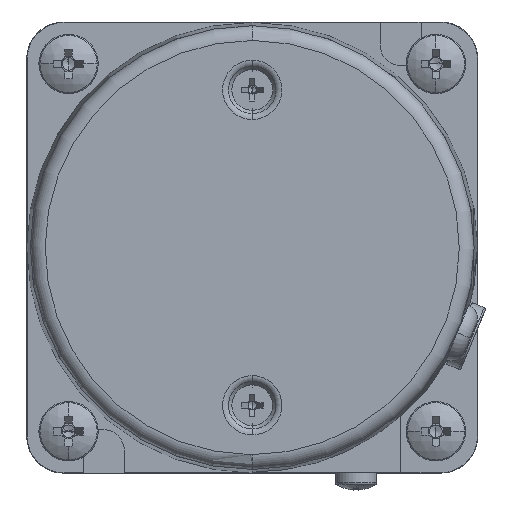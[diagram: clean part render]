
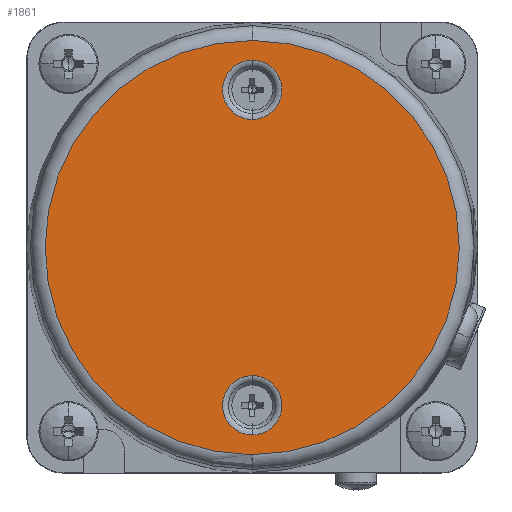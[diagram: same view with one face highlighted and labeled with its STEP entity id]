
A CAD part, left-side view. The second image highlights one B-rep face of the part: STEP entity #1861.
In plain terms, the highlighted planar face has unit normal (-1, 0, 0).
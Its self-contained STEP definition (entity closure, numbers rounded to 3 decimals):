
#76=CARTESIAN_POINT('',(-116.5,0.,0.));
#77=DIRECTION('',(-1.,0.,0.));
#78=DIRECTION('',(0.,0.01,-1.));
#79=AXIS2_PLACEMENT_3D('',#76,#77,#78);
#91=CARTESIAN_POINT('',(-116.5,0.,0.));
#92=DIRECTION('',(1.,0.,0.));
#93=DIRECTION('',(0.,0.01,-1.));
#94=AXIS2_PLACEMENT_3D('',#91,#92,#93);
#96=CARTESIAN_POINT('',(-116.5,0.,0.));
#97=DIRECTION('',(1.,0.,0.));
#98=DIRECTION('',(0.,-0.01,1.));
#99=AXIS2_PLACEMENT_3D('',#96,#97,#98);
#101=CARTESIAN_POINT('',(-116.5,0.,-21.25));
#102=DIRECTION('',(-1.,0.,0.));
#103=DIRECTION('',(0.,0.,-1.));
#104=AXIS2_PLACEMENT_3D('',#101,#102,#103);
#106=CARTESIAN_POINT('',(-116.5,0.,-21.25));
#107=DIRECTION('',(-1.,0.,0.));
#108=DIRECTION('',(0.,-0.17,-0.985));
#109=AXIS2_PLACEMENT_3D('',#106,#107,#108);
#111=CARTESIAN_POINT('',(-116.5,0.,-21.25));
#112=DIRECTION('',(-1.,0.,0.));
#113=DIRECTION('',(0.,0.,1.));
#114=AXIS2_PLACEMENT_3D('',#111,#112,#113);
#116=CARTESIAN_POINT('',(-116.5,0.,-21.25));
#117=DIRECTION('',(-1.,0.,0.));
#118=DIRECTION('',(0.,0.17,0.985));
#119=AXIS2_PLACEMENT_3D('',#116,#117,#118);
#121=CARTESIAN_POINT('',(-116.5,0.,21.25));
#122=DIRECTION('',(-1.,0.,0.));
#123=DIRECTION('',(0.,0.,-1.));
#124=AXIS2_PLACEMENT_3D('',#121,#122,#123);
#126=CARTESIAN_POINT('',(-116.5,0.,21.25));
#127=DIRECTION('',(-1.,0.,0.));
#128=DIRECTION('',(0.,-0.12,-0.993));
#129=AXIS2_PLACEMENT_3D('',#126,#127,#128);
#131=CARTESIAN_POINT('',(-116.5,0.,21.25));
#132=DIRECTION('',(-1.,0.,0.));
#133=DIRECTION('',(0.,0.,1.));
#134=AXIS2_PLACEMENT_3D('',#131,#132,#133);
#136=CARTESIAN_POINT('',(-116.5,0.,21.25));
#137=DIRECTION('',(-1.,0.,0.));
#138=DIRECTION('',(0.,0.12,0.993));
#139=AXIS2_PLACEMENT_3D('',#136,#137,#138);
#141=CARTESIAN_POINT('',(-116.5,0.,0.));
#142=DIRECTION('',(-1.,0.,0.));
#143=DIRECTION('',(0.,-0.01,1.));
#144=AXIS2_PLACEMENT_3D('',#141,#142,#143);
#1444=CARTESIAN_POINT('',(-116.5,0.282,-27.899));
#1445=CARTESIAN_POINT('',(-116.5,0.,27.9));
#1446=VERTEX_POINT('',#1444);
#1447=VERTEX_POINT('',#1445);
#1448=CARTESIAN_POINT('',(-116.5,0.,-27.9));
#1449=VERTEX_POINT('',#1448);
#1450=CARTESIAN_POINT('',(-116.5,-0.282,27.899));
#1451=VERTEX_POINT('',#1450);
#1452=CARTESIAN_POINT('',(-116.5,-0.678,-25.188));
#1453=CARTESIAN_POINT('',(-116.5,0.,-17.254));
#1454=VERTEX_POINT('',#1452);
#1455=VERTEX_POINT('',#1453);
#1456=CARTESIAN_POINT('',(-116.5,0.,-25.246));
#1457=VERTEX_POINT('',#1456);
#1458=CARTESIAN_POINT('',(-116.5,0.678,-17.312));
#1459=VERTEX_POINT('',#1458);
#1460=CARTESIAN_POINT('',(-116.5,-0.479,17.283));
#1461=CARTESIAN_POINT('',(-116.5,0.,25.246));
#1462=VERTEX_POINT('',#1460);
#1463=VERTEX_POINT('',#1461);
#1464=CARTESIAN_POINT('',(-116.5,0.,17.254));
#1465=VERTEX_POINT('',#1464);
#1466=CARTESIAN_POINT('',(-116.5,0.479,25.217));
#1467=VERTEX_POINT('',#1466);
#1828=CARTESIAN_POINT('',(-116.5,0.,0.));
#1829=DIRECTION('',(-1.,0.,0.));
#1830=DIRECTION('',(0.,0.,1.));
#1831=AXIS2_PLACEMENT_3D('',#1828,#1829,#1830);
#1832=PLANE('',#1831);
#1833=ORIENTED_EDGE('',*,*,#1818,.F.);
#1834=ORIENTED_EDGE('',*,*,#1816,.T.);
#1836=ORIENTED_EDGE('',*,*,#1835,.F.);
#1838=ORIENTED_EDGE('',*,*,#1837,.T.);
#1839=EDGE_LOOP('',(#1833,#1834,#1836,#1838));
#1840=FACE_OUTER_BOUND('',#1839,.F.);
#1842=ORIENTED_EDGE('',*,*,#1841,.T.);
#1844=ORIENTED_EDGE('',*,*,#1843,.T.);
#1846=ORIENTED_EDGE('',*,*,#1845,.T.);
#1848=ORIENTED_EDGE('',*,*,#1847,.T.);
#1849=EDGE_LOOP('',(#1842,#1844,#1846,#1848));
#1850=FACE_BOUND('',#1849,.F.);
#1852=ORIENTED_EDGE('',*,*,#1851,.T.);
#1854=ORIENTED_EDGE('',*,*,#1853,.T.);
#1856=ORIENTED_EDGE('',*,*,#1855,.T.);
#1858=ORIENTED_EDGE('',*,*,#1857,.T.);
#1859=EDGE_LOOP('',(#1852,#1854,#1856,#1858));
#1860=FACE_BOUND('',#1859,.F.);
#1861=ADVANCED_FACE('',(#1840,#1850,#1860),#1832,.T.);
#80=CIRCLE('',#79,27.9);
#95=CIRCLE('',#94,27.9);
#100=CIRCLE('',#99,27.9);
#105=CIRCLE('',#104,3.996);
#110=CIRCLE('',#109,3.996);
#115=CIRCLE('',#114,3.996);
#120=CIRCLE('',#119,3.996);
#125=CIRCLE('',#124,3.996);
#130=CIRCLE('',#129,3.996);
#135=CIRCLE('',#134,3.996);
#140=CIRCLE('',#139,3.996);
#145=CIRCLE('',#144,27.9);
#1816=EDGE_CURVE('',#1446,#1447,#95,.T.);
#1818=EDGE_CURVE('',#1446,#1449,#80,.T.);
#1835=EDGE_CURVE('',#1451,#1447,#145,.T.);
#1837=EDGE_CURVE('',#1451,#1449,#100,.T.);
#1841=EDGE_CURVE('',#1457,#1454,#105,.T.);
#1843=EDGE_CURVE('',#1454,#1455,#110,.T.);
#1845=EDGE_CURVE('',#1455,#1459,#115,.T.);
#1847=EDGE_CURVE('',#1459,#1457,#120,.T.);
#1851=EDGE_CURVE('',#1465,#1462,#125,.T.);
#1853=EDGE_CURVE('',#1462,#1463,#130,.T.);
#1855=EDGE_CURVE('',#1463,#1467,#135,.T.);
#1857=EDGE_CURVE('',#1467,#1465,#140,.T.);
